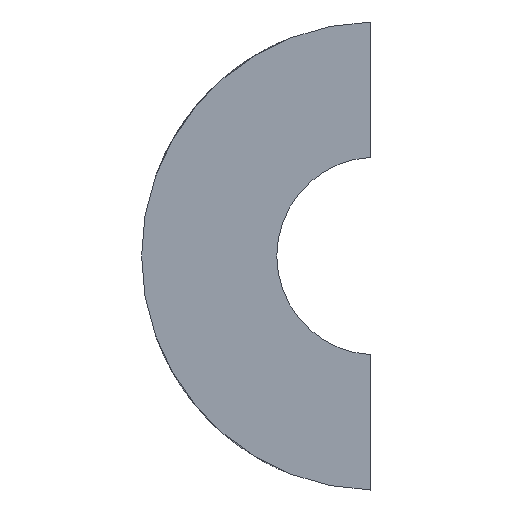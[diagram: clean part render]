
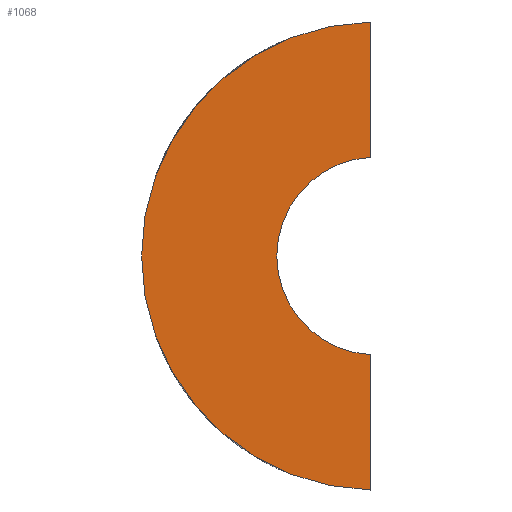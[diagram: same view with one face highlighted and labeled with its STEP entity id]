
A CAD part, left-side view. The second image highlights one B-rep face of the part: STEP entity #1068.
In plain terms, the highlighted planar face has unit normal (-1, 0, 0).
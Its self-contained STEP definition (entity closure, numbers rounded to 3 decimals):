
#2 = CARTESIAN_POINT ( 'NONE',  ( 0., 0.5, -24.275 ) ) ;
#81 = EDGE_CURVE ( 'NONE', #607, #234, #882, .T. ) ;
#134 = LINE ( 'NONE', #450, #458 ) ;
#159 = CIRCLE ( 'NONE', #769, 9.5 ) ;
#176 = ORIENTED_EDGE ( 'NONE', *, *, #715, .F. ) ;
#188 = VECTOR ( 'NONE', #873, 1000. ) ;
#234 = VERTEX_POINT ( 'NONE', #952 ) ;
#323 = DIRECTION ( 'NONE',  ( -1., 0., 0. ) ) ;
#334 = EDGE_CURVE ( 'NONE', #918, #234, #469, .T. ) ;
#344 = DIRECTION ( 'NONE',  ( 0., 0., 1. ) ) ;
#369 = ORIENTED_EDGE ( 'NONE', *, *, #81, .T. ) ;
#392 = FACE_OUTER_BOUND ( 'NONE', #842, .T. ) ;
#450 = CARTESIAN_POINT ( 'NONE',  ( 0., 0.5, -24.275 ) ) ;
#458 = VECTOR ( 'NONE', #474, 1000. ) ;
#469 = LINE ( 'NONE', #2, #188 ) ;
#474 = DIRECTION ( 'NONE',  ( 0., 0., -1. ) ) ;
#498 = DIRECTION ( 'NONE',  ( -1., 0., 0. ) ) ;
#510 = CARTESIAN_POINT ( 'NONE',  ( 0., 0.5, 22.494 ) ) ;
#513 = CARTESIAN_POINT ( 'NONE',  ( 0., 0., 0. ) ) ;
#542 = AXIS2_PLACEMENT_3D ( 'NONE', #984, #617, #964 ) ;
#605 = AXIS2_PLACEMENT_3D ( 'NONE', #838, #323, #926 ) ;
#607 = VERTEX_POINT ( 'NONE', #510 ) ;
#617 = DIRECTION ( 'NONE',  ( 1., 0., 0. ) ) ;
#622 = VERTEX_POINT ( 'NONE', #695 ) ;
#633 = PLANE ( 'NONE',  #542 ) ;
#650 = ORIENTED_EDGE ( 'NONE', *, *, #1071, .F. ) ;
#695 = CARTESIAN_POINT ( 'NONE',  ( 0., 0.5, 9.487 ) ) ;
#715 = EDGE_CURVE ( 'NONE', #622, #918, #159, .T. ) ;
#729 = CARTESIAN_POINT ( 'NONE',  ( 0., 0.5, -9.487 ) ) ;
#769 = AXIS2_PLACEMENT_3D ( 'NONE', #513, #498, #344 ) ;
#838 = CARTESIAN_POINT ( 'NONE',  ( 0., 0., 0. ) ) ;
#842 = EDGE_LOOP ( 'NONE', ( #369, #972, #176, #650 ) ) ;
#873 = DIRECTION ( 'NONE',  ( 0., 0., -1. ) ) ;
#882 = CIRCLE ( 'NONE', #605, 22.5 ) ;
#918 = VERTEX_POINT ( 'NONE', #729 ) ;
#926 = DIRECTION ( 'NONE',  ( 0., 0., 1. ) ) ;
#952 = CARTESIAN_POINT ( 'NONE',  ( 0., 0.5, -22.494 ) ) ;
#964 = DIRECTION ( 'NONE',  ( 0., 0., -1. ) ) ;
#972 = ORIENTED_EDGE ( 'NONE', *, *, #334, .F. ) ;
#984 = CARTESIAN_POINT ( 'NONE',  ( 0., 22.5, 0. ) ) ;
#1068 = ADVANCED_FACE ( 'NONE', ( #392 ), #633, .F. ) ;
#1071 = EDGE_CURVE ( 'NONE', #607, #622, #134, .T. ) ;
